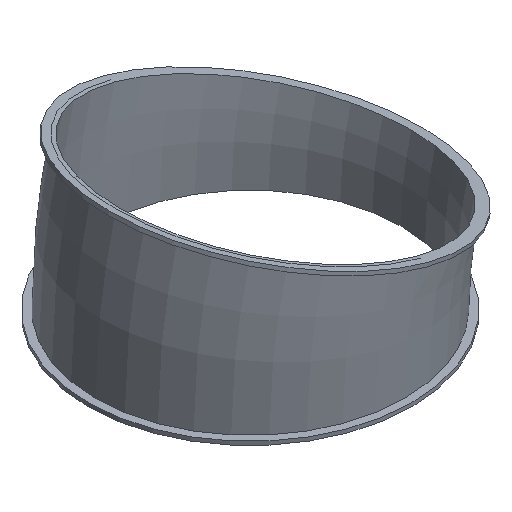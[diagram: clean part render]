
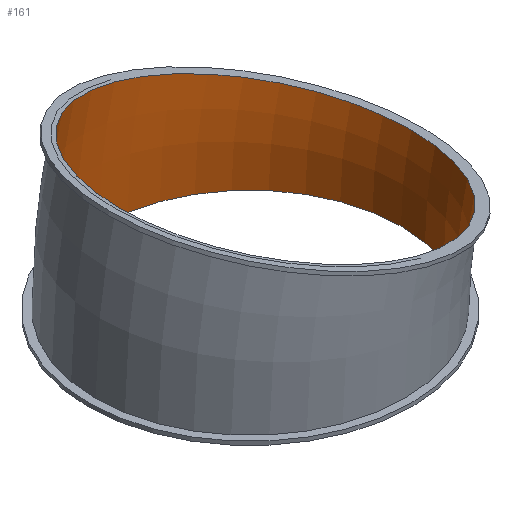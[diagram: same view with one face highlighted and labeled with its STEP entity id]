
A CAD part, isometric view. The second image highlights one B-rep face of the part: STEP entity #161.
In plain terms, the highlighted toroidal (fillet/blend) face has major radius 373.5 mm and minor radius 124.5 mm.
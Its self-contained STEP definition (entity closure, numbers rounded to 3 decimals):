
#15=TOROIDAL_SURFACE('',#186,373.5,124.5);
#27=FACE_BOUND('',#55,.T.);
#39=FACE_OUTER_BOUND('',#54,.T.);
#54=EDGE_LOOP('',(#140));
#55=EDGE_LOOP('',(#141));
#74=CIRCLE('',#187,124.5);
#75=CIRCLE('',#188,124.5);
#92=VERTEX_POINT('',#426);
#93=VERTEX_POINT('',#428);
#108=EDGE_CURVE('',#92,#92,#74,.T.);
#109=EDGE_CURVE('',#93,#93,#75,.T.);
#140=ORIENTED_EDGE('',*,*,#108,.F.);
#141=ORIENTED_EDGE('',*,*,#109,.F.);
#161=ADVANCED_FACE('',(#39,#27),#15,.F.);
#186=AXIS2_PLACEMENT_3D('',#425,#235,#236);
#187=AXIS2_PLACEMENT_3D('',#427,#237,#238);
#188=AXIS2_PLACEMENT_3D('',#429,#239,#240);
#235=DIRECTION('center_axis',(0.,1.,0.));
#236=DIRECTION('ref_axis',(0.,0.,1.));
#237=DIRECTION('center_axis',(-0.259,0.,-0.966));
#238=DIRECTION('ref_axis',(-0.966,0.,0.259));
#239=DIRECTION('center_axis',(0.,0.,1.));
#240=DIRECTION('ref_axis',(-1.,0.,0.));
#425=CARTESIAN_POINT('Origin',(373.5,0.,0.));
#426=CARTESIAN_POINT('',(132.984,0.,64.446));
#427=CARTESIAN_POINT('Origin',(12.727,0.,96.669));
#428=CARTESIAN_POINT('',(124.5,0.,0.));
#429=CARTESIAN_POINT('Origin',(0.,0.,0.));
